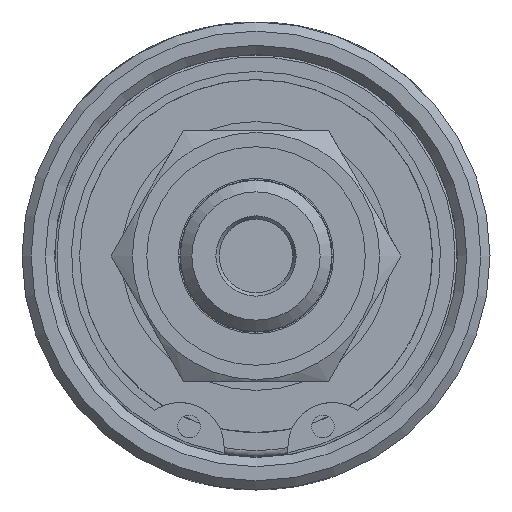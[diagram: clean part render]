
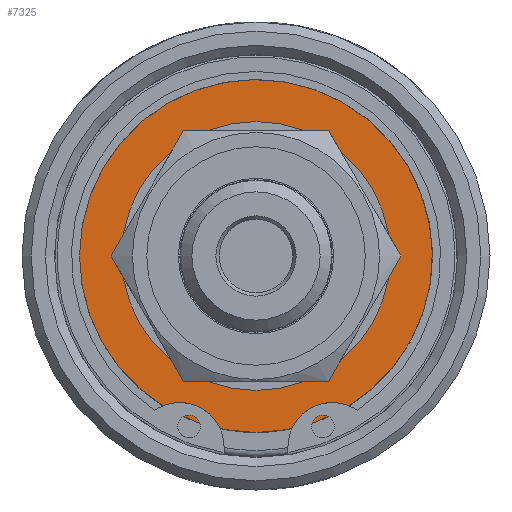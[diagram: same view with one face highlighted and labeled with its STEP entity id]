
A CAD part, left-side view. The second image highlights one B-rep face of the part: STEP entity #7325.
In plain terms, the highlighted planar face has unit normal (-1, 0, 0).
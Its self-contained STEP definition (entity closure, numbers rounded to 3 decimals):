
#273=FACE_BOUND('',#2607,.T.);
#1525=CIRCLE('',#8073,15.35);
#1526=CIRCLE('',#8074,15.35);
#1528=CIRCLE('',#8077,11.69);
#1529=CIRCLE('',#8078,11.69);
#1765=PLANE('',#8076);
#2157=FACE_OUTER_BOUND('',#2606,.T.);
#2606=EDGE_LOOP('',(#6779,#6780));
#2607=EDGE_LOOP('',(#6781,#6782));
#3568=VERTEX_POINT('',#15992);
#3569=VERTEX_POINT('',#15994);
#3570=VERTEX_POINT('',#15999);
#3571=VERTEX_POINT('',#16000);
#4650=EDGE_CURVE('',#3568,#3569,#1525,.T.);
#4651=EDGE_CURVE('',#3569,#3568,#1526,.T.);
#4653=EDGE_CURVE('',#3570,#3571,#1528,.T.);
#4654=EDGE_CURVE('',#3571,#3570,#1529,.T.);
#6779=ORIENTED_EDGE('',*,*,#4651,.F.);
#6780=ORIENTED_EDGE('',*,*,#4650,.F.);
#6781=ORIENTED_EDGE('',*,*,#4653,.T.);
#6782=ORIENTED_EDGE('',*,*,#4654,.T.);
#7325=ADVANCED_FACE('',(#2157,#273),#1765,.T.);
#8073=AXIS2_PLACEMENT_3D('',#15995,#9929,#9930);
#8074=AXIS2_PLACEMENT_3D('',#15996,#9931,#9932);
#8076=AXIS2_PLACEMENT_3D('',#15998,#9935,#9936);
#8077=AXIS2_PLACEMENT_3D('',#16001,#9937,#9938);
#8078=AXIS2_PLACEMENT_3D('',#16002,#9939,#9940);
#9929=DIRECTION('center_axis',(1.,0.,0.));
#9930=DIRECTION('ref_axis',(0.,-1.,0.));
#9931=DIRECTION('center_axis',(1.,0.,0.));
#9932=DIRECTION('ref_axis',(0.,-1.,0.));
#9935=DIRECTION('center_axis',(-1.,0.,0.));
#9936=DIRECTION('ref_axis',(0.,1.,0.));
#9937=DIRECTION('center_axis',(1.,0.,0.));
#9938=DIRECTION('ref_axis',(0.,-1.,0.));
#9939=DIRECTION('center_axis',(1.,0.,0.));
#9940=DIRECTION('ref_axis',(0.,-1.,0.));
#15992=CARTESIAN_POINT('',(32.948,15.35,0.));
#15994=CARTESIAN_POINT('',(32.948,-15.35,0.));
#15995=CARTESIAN_POINT('Origin',(32.948,0.,0.));
#15996=CARTESIAN_POINT('Origin',(32.948,0.,0.));
#15998=CARTESIAN_POINT('Origin',(32.948,-13.52,0.));
#15999=CARTESIAN_POINT('',(32.948,-11.69,0.));
#16000=CARTESIAN_POINT('',(32.948,11.69,0.));
#16001=CARTESIAN_POINT('Origin',(32.948,0.,0.));
#16002=CARTESIAN_POINT('Origin',(32.948,0.,0.));
